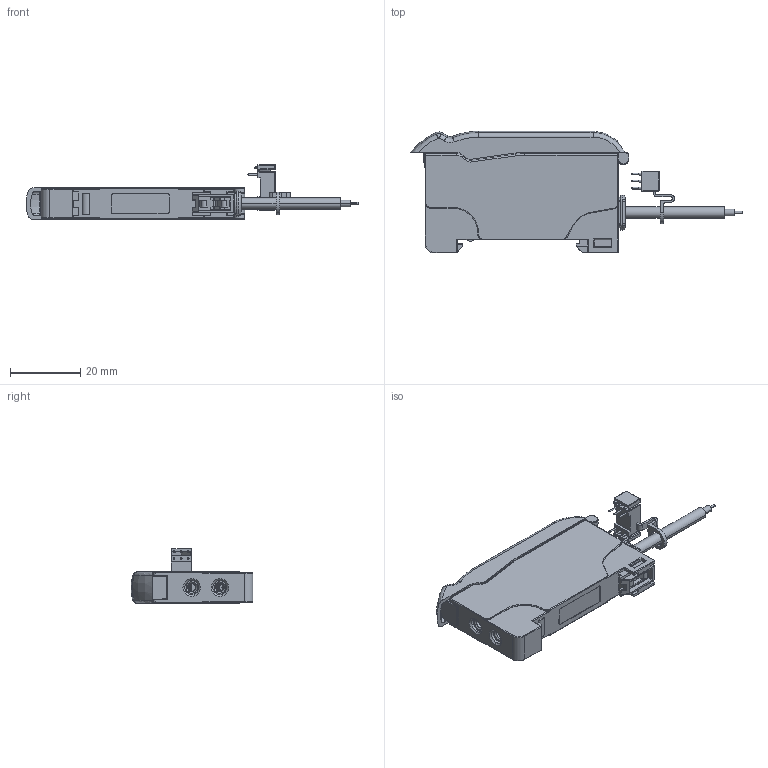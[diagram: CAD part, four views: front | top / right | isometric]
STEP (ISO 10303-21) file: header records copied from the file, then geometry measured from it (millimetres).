
FILE_DESCRIPTION((''),'2;1');
FILE_NAME('SG09001-SU19-O-MA_ASM','2010-07-01T',('XHMao'),(''),'PRO/ENGINEER BY PARAMETRIC TECHNOLOGY CORPORATION, 2006140','PRO/ENGINEER BY PARAMETRIC TECHNOLOGY CORPORATION, 2006140','');
FILE_SCHEMA(('CONFIG_CONTROL_DESIGN'));
Length unit declared in the file: millimetre
Products named in the file (20): SG01807-SU18-OK-FR8; SG09007-SU19-O-OA_ASM; SG04673-SU18-OK-CH1-KEYPAD; SG07154-SU19-OK-SWT1; SG01806-SU18-OK-LV8_2; SG07155-SU19-OK-CV; SG09009-SU19-OK-SA5_ASM; SG09005-SU19-OK-1XCB; SG03912-SU18-OK-CR; SG09006-SU19-OK-1XCB-SA4_ASM; SG01805-SU18-OK-LK8; SG01801-SU18-OK-HG9; SG01808-SU18-OK-LK9; SG01803-SU18-OK-CH8; SG04674-SU18-OK-HG; SG07158-SU19-OK-JPA1; SG08145-SU19-OM-PI; SG08146-SU19-OK-JPA_ASM; SG07159-SU19-OK-SK; SG09001-SU19-O-MA_ASM
Assembly tree (21 placements, depth 3):
  SG09001-SU19-O-MA_ASM
    SG09007-SU19-O-OA_ASM
      SG01807-SU18-OK-FR8
    SG09009-SU19-OK-SA5_ASM
      SG04673-SU18-OK-CH1-KEYPAD
      SG07154-SU19-OK-SWT1
      SG01806-SU18-OK-LV8_2
      SG07155-SU19-OK-CV
    SG09006-SU19-OK-1XCB-SA4_ASM
      SG09005-SU19-OK-1XCB
      SG03912-SU18-OK-CR
    SG01805-SU18-OK-LK8
    SG01801-SU18-OK-HG9
    SG01808-SU18-OK-LK9
    SG01803-SU18-OK-CH8
    SG04674-SU18-OK-HG
    SG08146-SU19-OK-JPA_ASM
      SG07158-SU19-OK-JPA1
      SG08145-SU19-OM-PI  x3
    SG07159-SU19-OK-SK
Bounding box: 94.61 x 34.75 x 15.6 mm (x, y, z)
Volume: 7722.2 mm3; surface area: 17497 mm2
Topology: 17 solids, 17 shells, 2773 faces, 7205 edges, 4483 vertices
Faces by surface type: plane 1507, cylinder 805, cone 157, bspline 119, torus 109, sphere 73, extrusion 3
Entity records: 91207 total; most frequent: CARTESIAN_POINT 24617, ORIENTED_EDGE 14290, DIRECTION 13139, EDGE_CURVE 7145, VECTOR 4701, LINE 4698, VERTEX_POINT 4451, AXIS2_PLACEMENT_3D 4219
